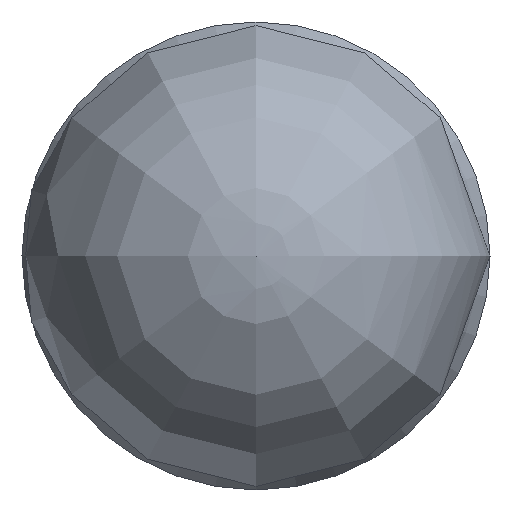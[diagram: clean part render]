
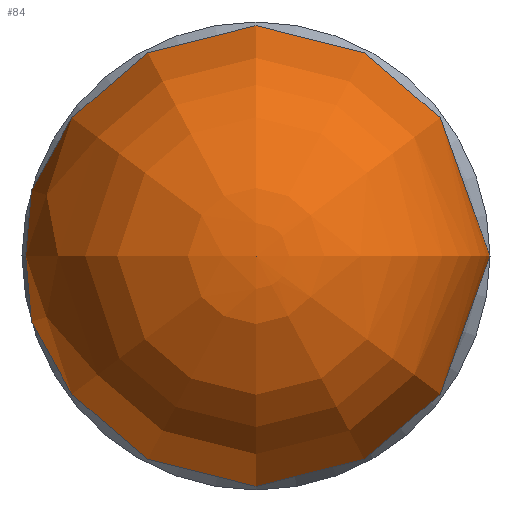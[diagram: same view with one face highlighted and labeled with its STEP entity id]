
A CAD part, left-side view. The second image highlights one B-rep face of the part: STEP entity #84.
In plain terms, the highlighted free-form (B-spline) face has degree [3, 3] with [14, 7] control points.
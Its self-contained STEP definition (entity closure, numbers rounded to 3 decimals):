
#34=(
BOUNDED_SURFACE()
B_SPLINE_SURFACE(3,3,((#272,#273,#274,#275,#276,#277,#278),(#279,#280,#281,
#282,#283,#284,#285),(#286,#287,#288,#289,#290,#291,#292),(#293,#294,#295,
#296,#297,#298,#299),(#300,#301,#302,#303,#304,#305,#306),(#307,#308,#309,
#310,#311,#312,#313),(#314,#315,#316,#317,#318,#319,#320),(#321,#322,#323,
#324,#325,#326,#327),(#328,#329,#330,#331,#332,#333,#334),(#335,#336,#337,
#338,#339,#340,#341),(#342,#343,#344,#345,#346,#347,#348),(#349,#350,#351,
#352,#353,#354,#355),(#356,#357,#358,#359,#360,#361,#362),(#363,#364,#365,
#366,#367,#368,#369)),.UNSPECIFIED.,.F.,.T.,.F.)
B_SPLINE_SURFACE_WITH_KNOTS((4,2,2,2,2,2,4),(1,3,3,3,1),(0.,0.332,
0.498,0.664,0.83,0.996,
1.),(-0.5,0.,0.5,1.,1.5),.UNSPECIFIED.)
GEOMETRIC_REPRESENTATION_ITEM()
RATIONAL_B_SPLINE_SURFACE(((1.,0.333,0.333,1.,0.333,
0.333,1.),(1.,0.333,0.333,1.,0.333,
0.333,1.),(1.,0.333,0.333,1.,0.333,
0.333,1.),(1.,0.333,0.333,1.,0.333,
0.333,1.),(1.,0.333,0.333,1.,0.333,
0.333,1.),(1.,0.333,0.333,1.,0.333,
0.333,1.),(1.,0.333,0.333,1.,0.333,
0.333,1.),(1.,0.333,0.333,1.,0.333,
0.333,1.),(1.,0.333,0.333,1.,0.333,
0.333,1.),(1.,0.333,0.333,1.,0.333,
0.333,1.),(1.,0.333,0.333,1.,0.333,
0.333,1.),(1.,0.333,0.333,1.,0.333,
0.333,1.),(1.,0.333,0.333,1.,0.333,
0.333,1.),(1.,0.333,0.333,1.,0.333,
0.333,1.)))
REPRESENTATION_ITEM('')
SURFACE()
);
#35=B_SPLINE_CURVE_WITH_KNOTS('',3,(#255,#256,#257,#258,#259,#260,#261,
#262,#263,#264,#265,#266,#267,#268),.UNSPECIFIED.,.F.,.F.,(4,2,2,2,2,2,
4),(0.,0.332,0.498,0.664,0.83,
0.996,1.),.UNSPECIFIED.);
#84=ADVANCED_FACE('',(#91),#34,.T.);
#91=FACE_OUTER_BOUND('',#108,.T.);
#108=EDGE_LOOP('',(#125,#126,#127));
#125=ORIENTED_EDGE('',*,*,#153,.F.);
#126=ORIENTED_EDGE('',*,*,#153,.T.);
#127=ORIENTED_EDGE('',*,*,#154,.T.);
#142=VERTEX_POINT('',#269);
#143=VERTEX_POINT('',#270);
#153=EDGE_CURVE('',#142,#143,#35,.T.);
#154=EDGE_CURVE('',#143,#143,#165,.T.);
#165=CIRCLE('',#184,5.196);
#184=AXIS2_PLACEMENT_3D('',#271,#221,#222);
#221=DIRECTION('',(-1.,0.,0.));
#222=DIRECTION('',(0.,-1.,0.));
#255=CARTESIAN_POINT('',(0.,0.,0.));
#256=CARTESIAN_POINT('',(0.,-1.068,0.));
#257=CARTESIAN_POINT('',(0.316,-2.401,0.));
#258=CARTESIAN_POINT('',(1.597,-4.139,0.));
#259=CARTESIAN_POINT('',(2.153,-4.668,0.));
#260=CARTESIAN_POINT('',(3.449,-5.484,0.));
#261=CARTESIAN_POINT('',(4.186,-5.769,0.));
#262=CARTESIAN_POINT('',(5.679,-6.039,0.));
#263=CARTESIAN_POINT('',(6.431,-6.025,0.));
#264=CARTESIAN_POINT('',(7.807,-5.764,0.));
#265=CARTESIAN_POINT('',(8.431,-5.519,0.));
#266=CARTESIAN_POINT('',(8.976,-5.21,0.));
#267=CARTESIAN_POINT('',(8.988,-5.203,0.));
#268=CARTESIAN_POINT('',(9.,-5.196,0.));
#269=CARTESIAN_POINT('',(0.,0.,0.));
#270=CARTESIAN_POINT('',(9.,-5.196,0.));
#271=CARTESIAN_POINT('',(9.,0.,0.));
#272=CARTESIAN_POINT('',(0.,0.,0.));
#273=CARTESIAN_POINT('',(0.,0.,0.));
#274=CARTESIAN_POINT('',(0.,0.,0.));
#275=CARTESIAN_POINT('',(0.,0.,0.));
#276=CARTESIAN_POINT('',(0.,0.,0.));
#277=CARTESIAN_POINT('',(0.,0.,0.));
#278=CARTESIAN_POINT('',(0.,0.,0.));
#279=CARTESIAN_POINT('',(0.,-1.068,0.));
#280=CARTESIAN_POINT('',(0.,-1.068,2.136));
#281=CARTESIAN_POINT('',(0.,1.068,2.136));
#282=CARTESIAN_POINT('',(0.,1.068,0.));
#283=CARTESIAN_POINT('',(0.,1.068,-2.136));
#284=CARTESIAN_POINT('',(0.,-1.068,-2.136));
#285=CARTESIAN_POINT('',(0.,-1.068,0.));
#286=CARTESIAN_POINT('',(0.316,-2.401,0.));
#287=CARTESIAN_POINT('',(0.316,-2.401,4.802));
#288=CARTESIAN_POINT('',(0.316,2.401,4.802));
#289=CARTESIAN_POINT('',(0.316,2.401,0.));
#290=CARTESIAN_POINT('',(0.316,2.401,-4.802));
#291=CARTESIAN_POINT('',(0.316,-2.401,-4.802));
#292=CARTESIAN_POINT('',(0.316,-2.401,0.));
#293=CARTESIAN_POINT('',(1.597,-4.139,0.));
#294=CARTESIAN_POINT('',(1.597,-4.139,8.278));
#295=CARTESIAN_POINT('',(1.597,4.139,8.278));
#296=CARTESIAN_POINT('',(1.597,4.139,0.));
#297=CARTESIAN_POINT('',(1.597,4.139,-8.278));
#298=CARTESIAN_POINT('',(1.597,-4.139,-8.278));
#299=CARTESIAN_POINT('',(1.597,-4.139,0.));
#300=CARTESIAN_POINT('',(2.153,-4.668,0.));
#301=CARTESIAN_POINT('',(2.153,-4.668,9.336));
#302=CARTESIAN_POINT('',(2.153,4.668,9.336));
#303=CARTESIAN_POINT('',(2.153,4.668,0.));
#304=CARTESIAN_POINT('',(2.153,4.668,-9.336));
#305=CARTESIAN_POINT('',(2.153,-4.668,-9.336));
#306=CARTESIAN_POINT('',(2.153,-4.668,0.));
#307=CARTESIAN_POINT('',(3.449,-5.484,0.));
#308=CARTESIAN_POINT('',(3.449,-5.484,10.969));
#309=CARTESIAN_POINT('',(3.449,5.484,10.969));
#310=CARTESIAN_POINT('',(3.449,5.484,0.));
#311=CARTESIAN_POINT('',(3.449,5.484,-10.969));
#312=CARTESIAN_POINT('',(3.449,-5.484,-10.969));
#313=CARTESIAN_POINT('',(3.449,-5.484,0.));
#314=CARTESIAN_POINT('',(4.186,-5.769,0.));
#315=CARTESIAN_POINT('',(4.186,-5.769,11.539));
#316=CARTESIAN_POINT('',(4.186,5.769,11.539));
#317=CARTESIAN_POINT('',(4.186,5.769,0.));
#318=CARTESIAN_POINT('',(4.186,5.769,-11.539));
#319=CARTESIAN_POINT('',(4.186,-5.769,-11.539));
#320=CARTESIAN_POINT('',(4.186,-5.769,0.));
#321=CARTESIAN_POINT('',(5.679,-6.039,0.));
#322=CARTESIAN_POINT('',(5.679,-6.039,12.078));
#323=CARTESIAN_POINT('',(5.679,6.039,12.078));
#324=CARTESIAN_POINT('',(5.679,6.039,0.));
#325=CARTESIAN_POINT('',(5.679,6.039,-12.078));
#326=CARTESIAN_POINT('',(5.679,-6.039,-12.078));
#327=CARTESIAN_POINT('',(5.679,-6.039,0.));
#328=CARTESIAN_POINT('',(6.431,-6.025,0.));
#329=CARTESIAN_POINT('',(6.431,-6.025,12.051));
#330=CARTESIAN_POINT('',(6.431,6.025,12.051));
#331=CARTESIAN_POINT('',(6.431,6.025,0.));
#332=CARTESIAN_POINT('',(6.431,6.025,-12.051));
#333=CARTESIAN_POINT('',(6.431,-6.025,-12.051));
#334=CARTESIAN_POINT('',(6.431,-6.025,0.));
#335=CARTESIAN_POINT('',(7.807,-5.764,0.));
#336=CARTESIAN_POINT('',(7.807,-5.764,11.528));
#337=CARTESIAN_POINT('',(7.807,5.764,11.528));
#338=CARTESIAN_POINT('',(7.807,5.764,0.));
#339=CARTESIAN_POINT('',(7.807,5.764,-11.528));
#340=CARTESIAN_POINT('',(7.807,-5.764,-11.528));
#341=CARTESIAN_POINT('',(7.807,-5.764,0.));
#342=CARTESIAN_POINT('',(8.431,-5.519,0.));
#343=CARTESIAN_POINT('',(8.431,-5.519,11.039));
#344=CARTESIAN_POINT('',(8.431,5.519,11.039));
#345=CARTESIAN_POINT('',(8.431,5.519,0.));
#346=CARTESIAN_POINT('',(8.431,5.519,-11.039));
#347=CARTESIAN_POINT('',(8.431,-5.519,-11.039));
#348=CARTESIAN_POINT('',(8.431,-5.519,0.));
#349=CARTESIAN_POINT('',(8.976,-5.21,0.));
#350=CARTESIAN_POINT('',(8.976,-5.21,10.42));
#351=CARTESIAN_POINT('',(8.976,5.21,10.42));
#352=CARTESIAN_POINT('',(8.976,5.21,0.));
#353=CARTESIAN_POINT('',(8.976,5.21,-10.42));
#354=CARTESIAN_POINT('',(8.976,-5.21,-10.42));
#355=CARTESIAN_POINT('',(8.976,-5.21,0.));
#356=CARTESIAN_POINT('',(8.988,-5.203,0.));
#357=CARTESIAN_POINT('',(8.988,-5.203,10.406));
#358=CARTESIAN_POINT('',(8.988,5.203,10.406));
#359=CARTESIAN_POINT('',(8.988,5.203,0.));
#360=CARTESIAN_POINT('',(8.988,5.203,-10.406));
#361=CARTESIAN_POINT('',(8.988,-5.203,-10.406));
#362=CARTESIAN_POINT('',(8.988,-5.203,0.));
#363=CARTESIAN_POINT('',(9.,-5.196,0.));
#364=CARTESIAN_POINT('',(9.,-5.196,10.392));
#365=CARTESIAN_POINT('',(9.,5.196,10.392));
#366=CARTESIAN_POINT('',(9.,5.196,0.));
#367=CARTESIAN_POINT('',(9.,5.196,-10.392));
#368=CARTESIAN_POINT('',(9.,-5.196,-10.392));
#369=CARTESIAN_POINT('',(9.,-5.196,0.));
